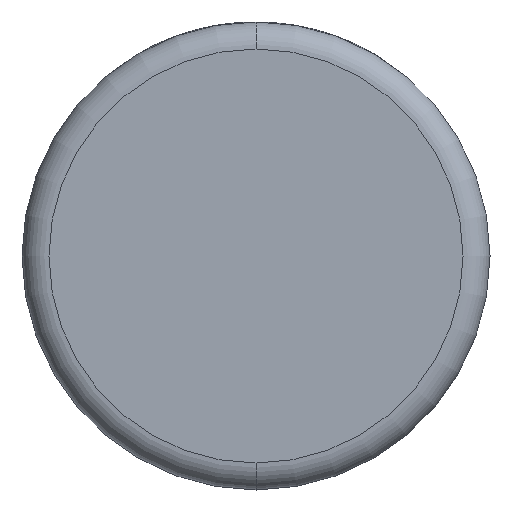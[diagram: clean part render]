
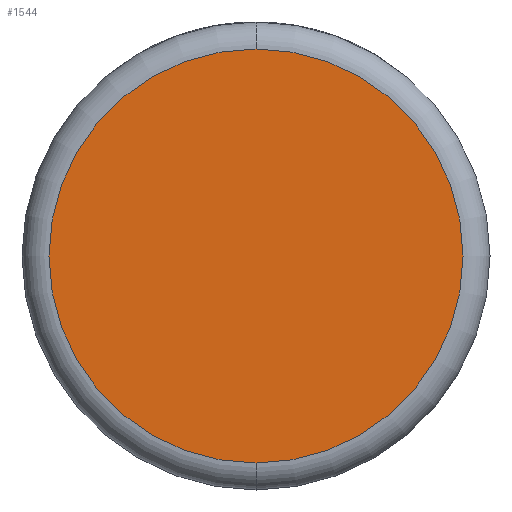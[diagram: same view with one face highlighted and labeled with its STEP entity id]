
A CAD part, front view. The second image highlights one B-rep face of the part: STEP entity #1544.
In plain terms, the highlighted planar face has unit normal (0, -1, 0).
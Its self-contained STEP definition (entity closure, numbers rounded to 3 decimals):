
#31 = CARTESIAN_POINT ( 'NONE',  ( 0., 0., 0. ) ) ;
#68 = CARTESIAN_POINT ( 'NONE',  ( 0., 0., -15.484 ) ) ;
#230 = CARTESIAN_POINT ( 'NONE',  ( 0., 0., 0. ) ) ;
#409 = DIRECTION ( 'NONE',  ( 0., -1., 0. ) ) ;
#461 = AXIS2_PLACEMENT_3D ( 'NONE', #2925, #4014, #1054 ) ;
#572 = CARTESIAN_POINT ( 'NONE',  ( 0., 0., 15.484 ) ) ;
#800 = CIRCLE ( 'NONE', #863, 15.484 ) ;
#863 = AXIS2_PLACEMENT_3D ( 'NONE', #230, #2070, #3531 ) ;
#1054 = DIRECTION ( 'NONE',  ( 0., 0., 1. ) ) ;
#1544 = ADVANCED_FACE ( 'NONE', ( #3160 ), #2180, .F. ) ;
#1854 = EDGE_CURVE ( 'NONE', #3317, #4665, #800, .T. ) ;
#2070 = DIRECTION ( 'NONE',  ( 0., -1., 0. ) ) ;
#2180 = PLANE ( 'NONE',  #461 ) ;
#2249 = ORIENTED_EDGE ( 'NONE', *, *, #1854, .T. ) ;
#2857 = AXIS2_PLACEMENT_3D ( 'NONE', #31, #409, #4120 ) ;
#2880 = EDGE_LOOP ( 'NONE', ( #4097, #2249 ) ) ;
#2925 = CARTESIAN_POINT ( 'NONE',  ( 0., 0., 0. ) ) ;
#3160 = FACE_OUTER_BOUND ( 'NONE', #2880, .T. ) ;
#3317 = VERTEX_POINT ( 'NONE', #68 ) ;
#3429 = EDGE_CURVE ( 'NONE', #4665, #3317, #4142, .T. ) ;
#3531 = DIRECTION ( 'NONE',  ( 0., 0., 1. ) ) ;
#4014 = DIRECTION ( 'NONE',  ( 0., 1., 0. ) ) ;
#4097 = ORIENTED_EDGE ( 'NONE', *, *, #3429, .T. ) ;
#4120 = DIRECTION ( 'NONE',  ( 0., 0., 1. ) ) ;
#4142 = CIRCLE ( 'NONE', #2857, 15.484 ) ;
#4665 = VERTEX_POINT ( 'NONE', #572 ) ;
